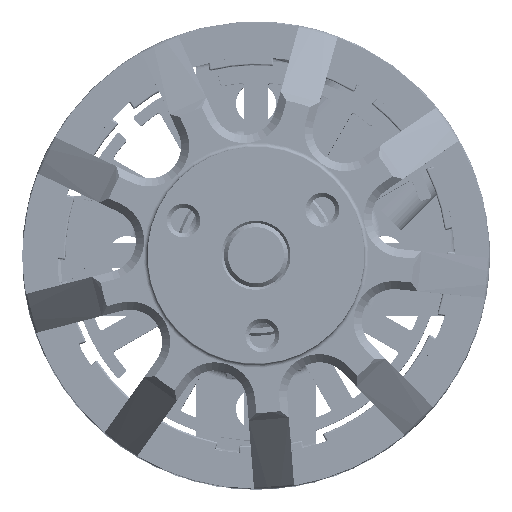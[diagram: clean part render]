
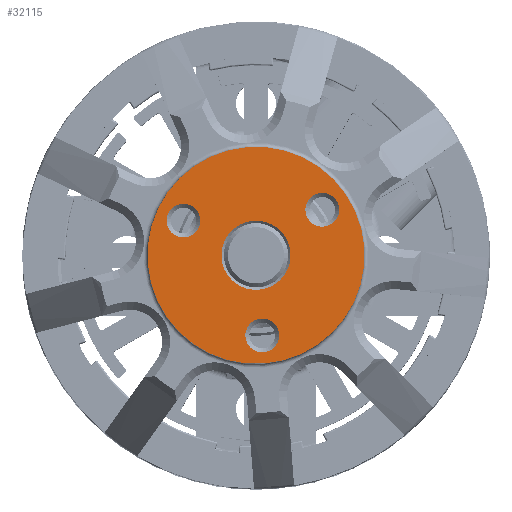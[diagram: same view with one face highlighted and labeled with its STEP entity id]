
A CAD part, top view. The second image highlights one B-rep face of the part: STEP entity #32115.
In plain terms, the highlighted planar face has unit normal (0, 0, 1).
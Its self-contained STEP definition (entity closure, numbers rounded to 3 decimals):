
#229 = CARTESIAN_POINT ( 'NONE',  ( 2.15, 0., 12.75 ) ) ;
#394 = CARTESIAN_POINT ( 'NONE',  ( 0., -5., 12.75 ) ) ;
#475 = VERTEX_POINT ( 'NONE', #229 ) ;
#896 = DIRECTION ( 'NONE',  ( 1., 0., 0. ) ) ;
#1057 = EDGE_CURVE ( 'NONE', #9687, #26074, #21307, .T. ) ;
#1126 = PLANE ( 'NONE',  #1475 ) ;
#1150 = CARTESIAN_POINT ( 'NONE',  ( -4.33, 2.5, 12.75 ) ) ;
#1316 = ORIENTED_EDGE ( 'NONE', *, *, #4694, .F. ) ;
#1475 = AXIS2_PLACEMENT_3D ( 'NONE', #18587, #13778, #18387 ) ;
#1737 = EDGE_CURVE ( 'NONE', #9800, #7139, #13497, .T. ) ;
#2465 = CARTESIAN_POINT ( 'NONE',  ( 1.05, -5., 12.75 ) ) ;
#2895 = DIRECTION ( 'NONE',  ( 1., 0., 0. ) ) ;
#3145 = DIRECTION ( 'NONE',  ( 0., 0., 1. ) ) ;
#3158 = AXIS2_PLACEMENT_3D ( 'NONE', #1150, #28578, #13368 ) ;
#3647 = CIRCLE ( 'NONE', #5753, 2.15 ) ;
#3863 = AXIS2_PLACEMENT_3D ( 'NONE', #394, #10439, #2895 ) ;
#4161 = CARTESIAN_POINT ( 'NONE',  ( 6.75, 0., 12.75 ) ) ;
#4325 = AXIS2_PLACEMENT_3D ( 'NONE', #28293, #3145, #8478 ) ;
#4424 = DIRECTION ( 'NONE',  ( 0., 0., -1. ) ) ;
#4672 = EDGE_CURVE ( 'NONE', #16974, #31894, #14606, .T. ) ;
#4694 = EDGE_CURVE ( 'NONE', #30606, #18127, #5986, .T. ) ;
#5455 = EDGE_CURVE ( 'NONE', #6101, #475, #6716, .T. ) ;
#5753 = AXIS2_PLACEMENT_3D ( 'NONE', #17261, #19747, #9819 ) ;
#5877 = EDGE_CURVE ( 'NONE', #26074, #9687, #15690, .T. ) ;
#5986 = CIRCLE ( 'NONE', #3863, 1.05 ) ;
#6101 = VERTEX_POINT ( 'NONE', #9286 ) ;
#6690 = CIRCLE ( 'NONE', #4325, 6.75 ) ;
#6716 = CIRCLE ( 'NONE', #26001, 2.15 ) ;
#6835 = EDGE_LOOP ( 'NONE', ( #1316, #30689 ) ) ;
#6897 = EDGE_LOOP ( 'NONE', ( #17759, #22742 ) ) ;
#6939 = FACE_BOUND ( 'NONE', #6897, .T. ) ;
#7139 = VERTEX_POINT ( 'NONE', #18137 ) ;
#7222 = ORIENTED_EDGE ( 'NONE', *, *, #5455, .T. ) ;
#7338 = ORIENTED_EDGE ( 'NONE', *, *, #4672, .T. ) ;
#7958 = CARTESIAN_POINT ( 'NONE',  ( 5.38, 2.5, 12.75 ) ) ;
#8478 = DIRECTION ( 'NONE',  ( 1., 0., 0. ) ) ;
#8888 = CARTESIAN_POINT ( 'NONE',  ( -6.75, 0., 12.75 ) ) ;
#8950 = DIRECTION ( 'NONE',  ( 0., 0., 1. ) ) ;
#9286 = CARTESIAN_POINT ( 'NONE',  ( -2.15, 0., 12.75 ) ) ;
#9687 = VERTEX_POINT ( 'NONE', #16549 ) ;
#9800 = VERTEX_POINT ( 'NONE', #27366 ) ;
#9819 = DIRECTION ( 'NONE',  ( 1., 0., 0. ) ) ;
#10439 = DIRECTION ( 'NONE',  ( 0., 0., 1. ) ) ;
#10980 = DIRECTION ( 'NONE',  ( 0., 0., 1. ) ) ;
#12428 = FACE_OUTER_BOUND ( 'NONE', #23576, .T. ) ;
#12840 = CARTESIAN_POINT ( 'NONE',  ( 0., 0., 12.75 ) ) ;
#13210 = FACE_BOUND ( 'NONE', #13619, .T. ) ;
#13232 = CIRCLE ( 'NONE', #24404, 1.05 ) ;
#13368 = DIRECTION ( 'NONE',  ( 1., 0., 0. ) ) ;
#13493 = DIRECTION ( 'NONE',  ( 1., 0., 0. ) ) ;
#13497 = CIRCLE ( 'NONE', #3158, 1.05 ) ;
#13619 = EDGE_LOOP ( 'NONE', ( #17942, #23990 ) ) ;
#13778 = DIRECTION ( 'NONE',  ( 0., 0., 1. ) ) ;
#13907 = AXIS2_PLACEMENT_3D ( 'NONE', #12840, #27635, #22839 ) ;
#14377 = FACE_BOUND ( 'NONE', #15060, .T. ) ;
#14600 = EDGE_CURVE ( 'NONE', #7139, #9800, #21628, .T. ) ;
#14606 = CIRCLE ( 'NONE', #13907, 6.75 ) ;
#15060 = EDGE_LOOP ( 'NONE', ( #30612, #7222 ) ) ;
#15565 = ORIENTED_EDGE ( 'NONE', *, *, #18739, .T. ) ;
#15690 = CIRCLE ( 'NONE', #21450, 1.05 ) ;
#16549 = CARTESIAN_POINT ( 'NONE',  ( 3.28, 2.5, 12.75 ) ) ;
#16974 = VERTEX_POINT ( 'NONE', #4161 ) ;
#17029 = EDGE_CURVE ( 'NONE', #475, #6101, #3647, .T. ) ;
#17261 = CARTESIAN_POINT ( 'NONE',  ( 0., 0., 12.75 ) ) ;
#17759 = ORIENTED_EDGE ( 'NONE', *, *, #14600, .F. ) ;
#17942 = ORIENTED_EDGE ( 'NONE', *, *, #5877, .F. ) ;
#18127 = VERTEX_POINT ( 'NONE', #20307 ) ;
#18137 = CARTESIAN_POINT ( 'NONE',  ( -3.28, 2.5, 12.75 ) ) ;
#18169 = DIRECTION ( 'NONE',  ( 0., 0., 1. ) ) ;
#18387 = DIRECTION ( 'NONE',  ( 1., 0., 0. ) ) ;
#18587 = CARTESIAN_POINT ( 'NONE',  ( 0., 0., 12.75 ) ) ;
#18739 = EDGE_CURVE ( 'NONE', #31894, #16974, #6690, .T. ) ;
#19747 = DIRECTION ( 'NONE',  ( 0., 0., -1. ) ) ;
#20307 = CARTESIAN_POINT ( 'NONE',  ( -1.05, -5., 12.75 ) ) ;
#20732 = CARTESIAN_POINT ( 'NONE',  ( 4.33, 2.5, 12.75 ) ) ;
#21115 = EDGE_CURVE ( 'NONE', #18127, #30606, #13232, .T. ) ;
#21307 = CIRCLE ( 'NONE', #31090, 1.05 ) ;
#21450 = AXIS2_PLACEMENT_3D ( 'NONE', #20732, #18169, #896 ) ;
#21628 = CIRCLE ( 'NONE', #25913, 1.05 ) ;
#22101 = CARTESIAN_POINT ( 'NONE',  ( 0., -5., 12.75 ) ) ;
#22742 = ORIENTED_EDGE ( 'NONE', *, *, #1737, .F. ) ;
#22839 = DIRECTION ( 'NONE',  ( 1., 0., 0. ) ) ;
#23058 = CARTESIAN_POINT ( 'NONE',  ( -4.33, 2.5, 12.75 ) ) ;
#23576 = EDGE_LOOP ( 'NONE', ( #15565, #7338 ) ) ;
#23856 = CARTESIAN_POINT ( 'NONE',  ( 4.33, 2.5, 12.75 ) ) ;
#23990 = ORIENTED_EDGE ( 'NONE', *, *, #1057, .F. ) ;
#24016 = CARTESIAN_POINT ( 'NONE',  ( 0., 0., 12.75 ) ) ;
#24110 = FACE_BOUND ( 'NONE', #6835, .T. ) ;
#24139 = DIRECTION ( 'NONE',  ( 1., 0., 0. ) ) ;
#24404 = AXIS2_PLACEMENT_3D ( 'NONE', #22101, #32059, #29911 ) ;
#25102 = DIRECTION ( 'NONE',  ( 1., 0., 0. ) ) ;
#25913 = AXIS2_PLACEMENT_3D ( 'NONE', #23058, #10980, #13493 ) ;
#26001 = AXIS2_PLACEMENT_3D ( 'NONE', #24016, #4424, #24139 ) ;
#26074 = VERTEX_POINT ( 'NONE', #7958 ) ;
#27366 = CARTESIAN_POINT ( 'NONE',  ( -5.38, 2.5, 12.75 ) ) ;
#27635 = DIRECTION ( 'NONE',  ( 0., 0., 1. ) ) ;
#28293 = CARTESIAN_POINT ( 'NONE',  ( 0., 0., 12.75 ) ) ;
#28578 = DIRECTION ( 'NONE',  ( 0., 0., 1. ) ) ;
#29911 = DIRECTION ( 'NONE',  ( 1., 0., 0. ) ) ;
#30606 = VERTEX_POINT ( 'NONE', #2465 ) ;
#30612 = ORIENTED_EDGE ( 'NONE', *, *, #17029, .T. ) ;
#30689 = ORIENTED_EDGE ( 'NONE', *, *, #21115, .F. ) ;
#31090 = AXIS2_PLACEMENT_3D ( 'NONE', #23856, #8950, #25102 ) ;
#31894 = VERTEX_POINT ( 'NONE', #8888 ) ;
#32059 = DIRECTION ( 'NONE',  ( 0., 0., 1. ) ) ;
#32115 = ADVANCED_FACE ( 'NONE', ( #24110, #13210, #6939, #14377, #12428 ), #1126, .T. ) ;
